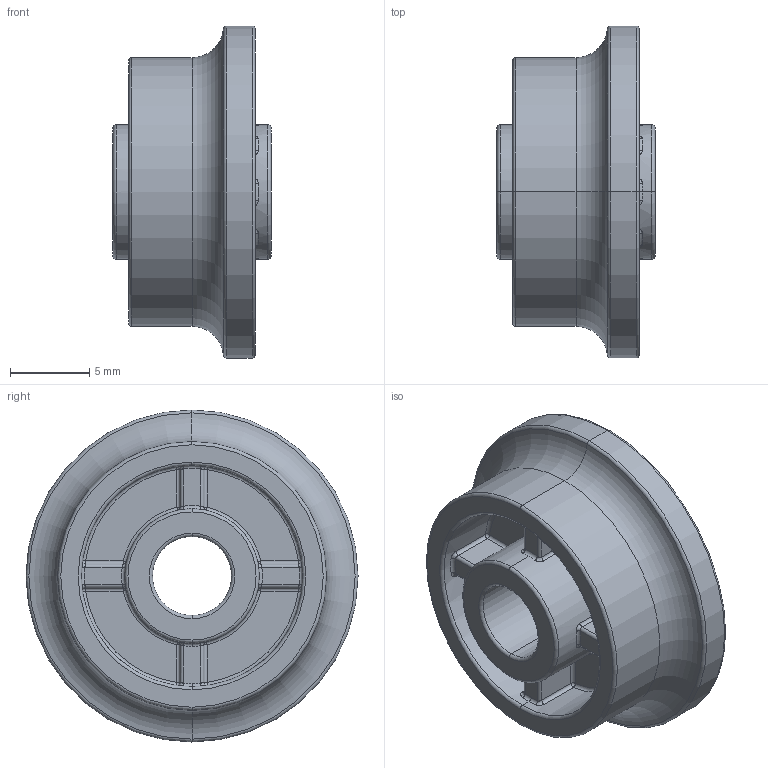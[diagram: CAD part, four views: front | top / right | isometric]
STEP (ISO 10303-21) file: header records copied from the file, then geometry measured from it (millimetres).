
FILE_DESCRIPTION (( 'STEP AP203' ), '1' );
FILE_NAME ('Moby-Galet-H_Défaut_sldprt.STEP', '2019-11-01T12:17:55', ( '' ), ( '' ), 'SwSTEP 2.0', 'SolidWorks 2017', '' );
FILE_SCHEMA (( 'CONFIG_CONTROL_DESIGN' ));
Length unit declared in the file: millimetre
Products named in the file (1): Moby-Galet-H_Défaut_sldprt
Bounding box: 10 x 21 x 21 mm (x, y, z)
Volume: 1556.5 mm3; surface area: 1651 mm2
Topology: 1 solids, 1 shells, 285 faces, 682 edges, 381 vertices
Faces by surface type: cylinder 96, torus 69, plane 44, sphere 36, bspline 32, cone 8
Entity records: 8783 total; most frequent: CARTESIAN_POINT 2481, DIRECTION 1352, ORIENTED_EDGE 1308, EDGE_CURVE 654, AXIS2_PLACEMENT_3D 588, VERTEX_POINT 373, CIRCLE 334, EDGE_LOOP 289
